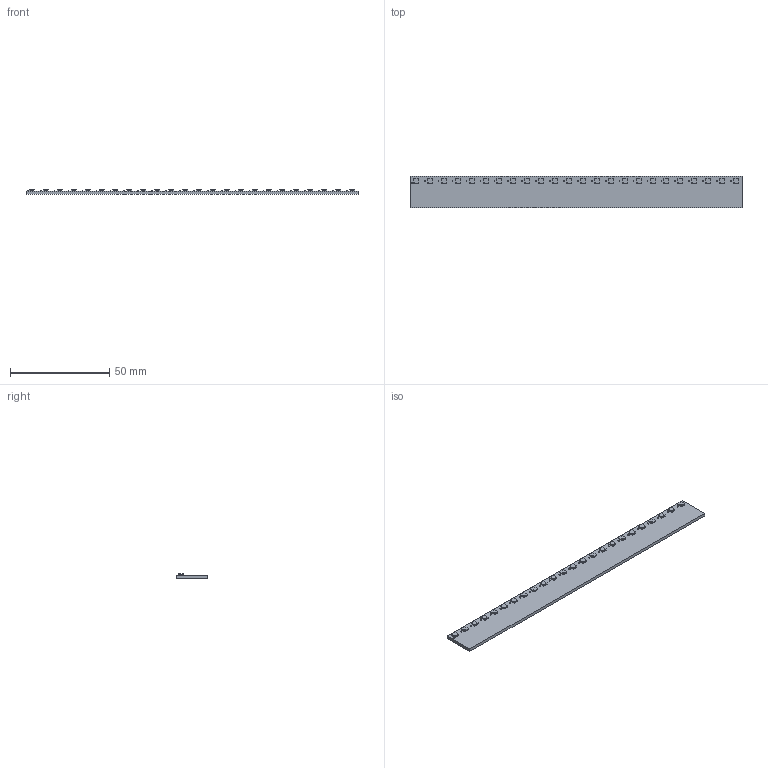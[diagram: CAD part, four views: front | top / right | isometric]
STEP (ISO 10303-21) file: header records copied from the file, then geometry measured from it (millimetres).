
FILE_DESCRIPTION(('KiCad electronic assembly'),'2;1');
FILE_NAME('magnetometer_array_2.step','2023-10-30T13:40:05',('Pcbnew'),( 'Kicad'),'Open CASCADE STEP processor 7.7','KiCad to STEP converter' ,'Unknown');
FILE_SCHEMA(('AUTOMOTIVE_DESIGN { 1 0 10303 214 1 1 1 1 }'));
Length unit declared in the file: millimetre
Products named in the file (6): magnetometer_array_2 1; SM225-10E; COMPOUND; C_0201_0603Metric; SOLID; _autosave-magnetometer_array_2 PCB
Assembly tree (51 placements, depth 3):
  magnetometer_array_2 1
    SM225-10E  x24
      COMPOUND
    C_0201_0603Metric  x24
      SOLID
    _autosave-magnetometer_array_2 PCB
Bounding box: 167 x 16 x 2.44 mm (x, y, z)
Volume: 4355.8 mm3; surface area: 6686.6 mm2
Topology: 241 solids, 241 shells, 2742 faces, 6492 edges, 4328 vertices
Faces by surface type: plane 2358, cylinder 384
Entity records: 7841 total; most frequent: CARTESIAN_POINT 1290, DIRECTION 1208, LINE 782, VECTOR 782, ORIENTED_EDGE 564, PCURVE 564, DEFINITIONAL_REPRESENTATION 564, EDGE_CURVE 282
